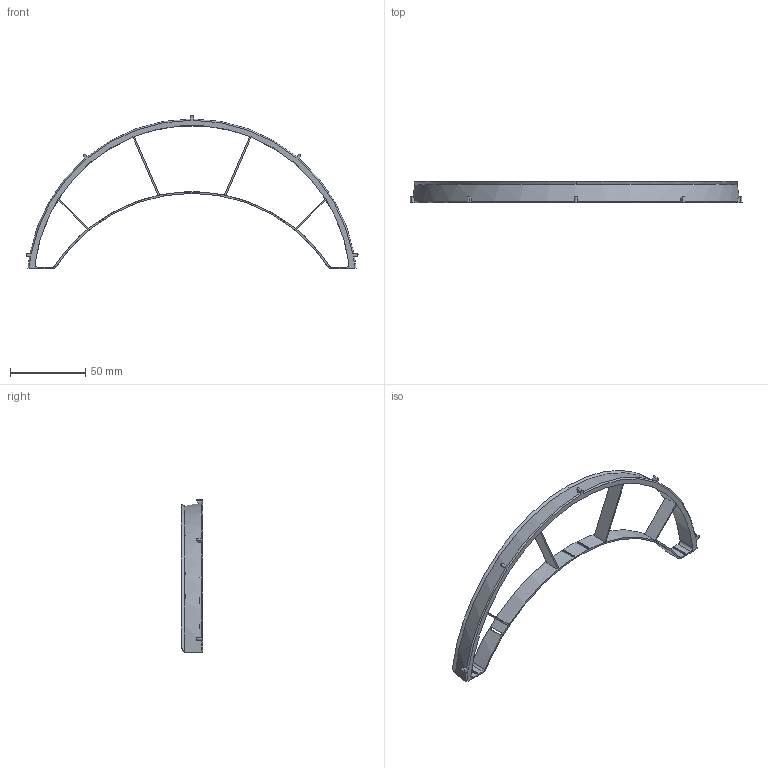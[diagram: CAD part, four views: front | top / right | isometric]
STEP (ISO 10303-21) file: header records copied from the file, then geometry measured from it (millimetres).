
FILE_DESCRIPTION (( 'STEP AP214' ), '1' );
FILE_NAME ('mask_c1_march22_final.STEP', '2020-03-22T20:54:06', ( '' ), ( '' ), 'SwSTEP 2.0', 'SolidWorks 2019', '' );
FILE_SCHEMA (( 'AUTOMOTIVE_DESIGN' ));
Length unit declared in the file: millimetre
Products named in the file (1): mask_c1_march22_final
Bounding box: 220.33 x 14 x 101.97 mm (x, y, z)
Volume: 13478.2 mm3; surface area: 27773.8 mm2
Topology: 1 solids, 1 shells, 136 faces, 413 edges, 275 vertices
Faces by surface type: plane 75, cylinder 35, cone 22, torus 4
Entity records: 5019 total; most frequent: CARTESIAN_POINT 1317, ORIENTED_EDGE 826, DIRECTION 709, EDGE_CURVE 413, VERTEX_POINT 275, AXIS2_PLACEMENT_3D 247, LINE 215, VECTOR 215
